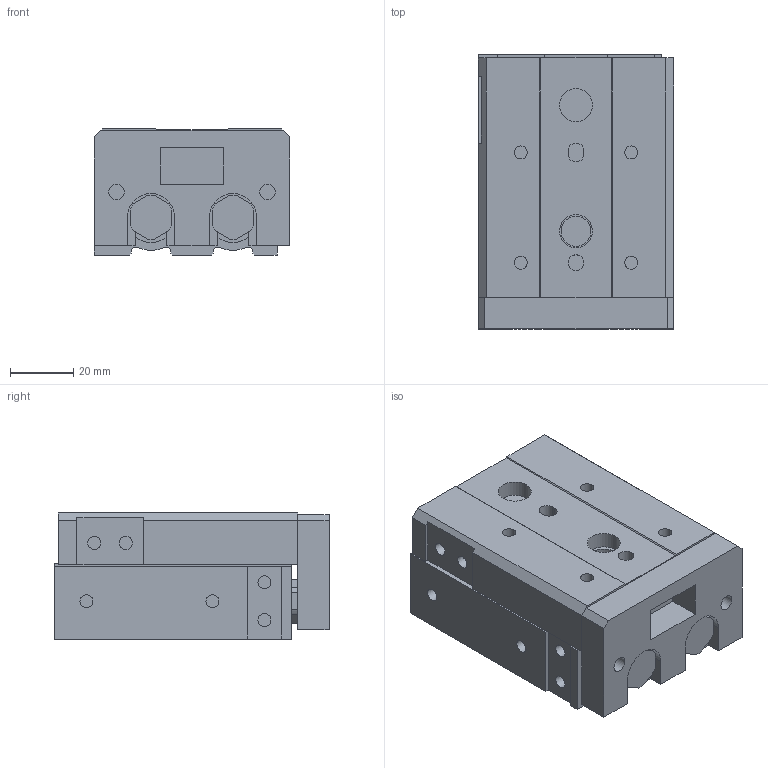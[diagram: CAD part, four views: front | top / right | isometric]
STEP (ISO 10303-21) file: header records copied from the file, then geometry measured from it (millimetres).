
FILE_DESCRIPTION(/* description */ ('Unknown'),/* implementation_level */ '2;1');
FILE_NAME(/* name */ '滑台气缸-HMXS系列-缸径16',/* time_stamp */ '2023-11-22T09:55:02+08:00',/* author */ ('Unknown'),/* organization */ ('Unknown'),/* preprocessor_version */ 'ST-DEVELOPER v16.7',/* originating_system */ 'Nex3D',/* authorisation */ 'Unknown');
FILE_SCHEMA (('AUTOMOTIVE_DESIGN {1 0 10303 214 3 1 1}'));
Length unit declared in the file: millimetre
Products named in the file (3): 滑台气缸-HMXS系列绯诲垪-缂稿緞16; HMXS16ｸﾗ2; HMXS16ｻｬ1
Assembly tree (2 placements, depth 2):
  滑台气缸-HMXS系列绯诲垪-缂稿緞16
    HMXS16ｸﾗ2
    HMXS16ｻｬ1
Bounding box: 62 x 87 x 40 mm (x, y, z)
Volume: 141347.7 mm3; surface area: 56274.1 mm2
Topology: 6 solids, 6 shells, 218 faces, 543 edges, 363 vertices
Faces by surface type: plane 148, cylinder 70
Full cylindrical faces by diameter (mm): 4.134 x14, 4.917 x4, 5 x1, 8 x2, 9 x2, 9.5 x1, 10.5 x2, 16 x4, 18 x2
Entity records: 7435 total; most frequent: DIRECTION 1090, CARTESIAN_POINT 1089, ORIENTED_EDGE 1016, EDGE_CURVE 508, LINE 368, VECTOR 368, AXIS2_PLACEMENT_3D 361, VERTEX_POINT 360
